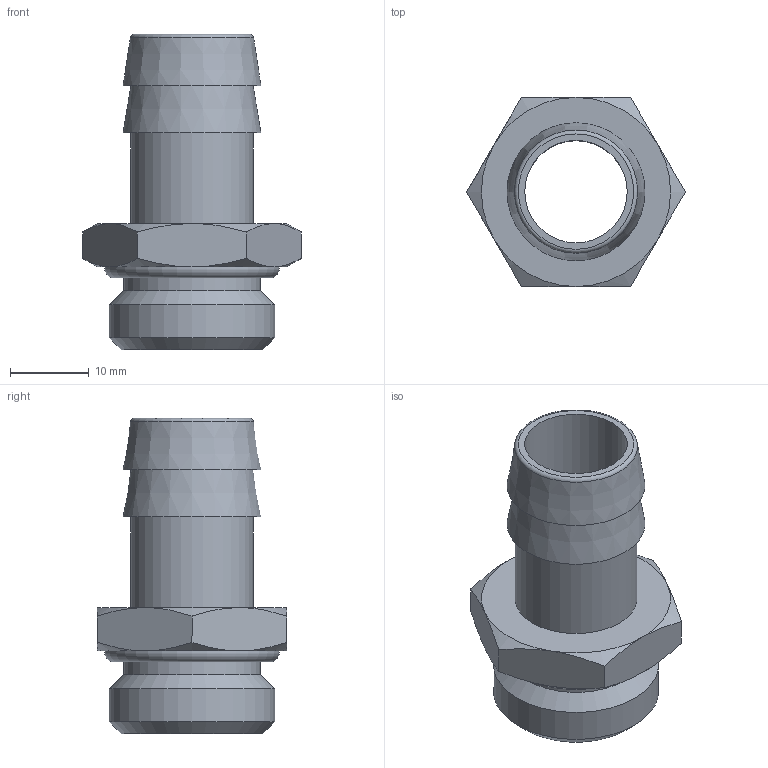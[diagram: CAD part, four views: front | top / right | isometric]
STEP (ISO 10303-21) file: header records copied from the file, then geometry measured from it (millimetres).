
FILE_DESCRIPTION(( 'RA.30A17.12.STP' ), '1');
FILE_NAME( 'RA.30A17.12.STP', '2018-11-09T15:47:49',( 'Sopra'),('sopra-pneumatic.com'), 'SwSTEP 2.0','SolidWorks 2009','' );
FILE_SCHEMA (('AUTOMOTIVE_DESIGN { 1 0 10303 214 1 1 1 1 }'));
Length unit declared in the file: millimetre
Products named in the file (3): Root; ROTATIONSTEIL_2; 001_000X
Assembly tree (2 placements, depth 2):
  Root
    ROTATIONSTEIL_2
    001_000X
Bounding box: 27.71 x 24 x 40 mm (x, y, z)
Volume: 5227.6 mm3; surface area: 5393.7 mm2
Topology: 2 solids, 2 shells, 41 faces, 88 edges, 54 vertices
Faces by surface type: cone 19, plane 13, cylinder 5, torus 4
Full cylindrical faces by diameter (mm): 13 x1, 14 x1, 15.5 x1, 17.3 x1, 20.955 x1
Entity records: 1660 total; most frequent: DIRECTION 210, CARTESIAN_POINT 153, PRESENTATION_STYLE_ASSIGNMENT 128, COLOUR_RGB 128, DRAUGHTING_PRE_DEFINED_CURVE_FONT 126, CURVE_STYLE 126, OVER_RIDING_STYLED_ITEM 126, ORIENTED_EDGE 126
